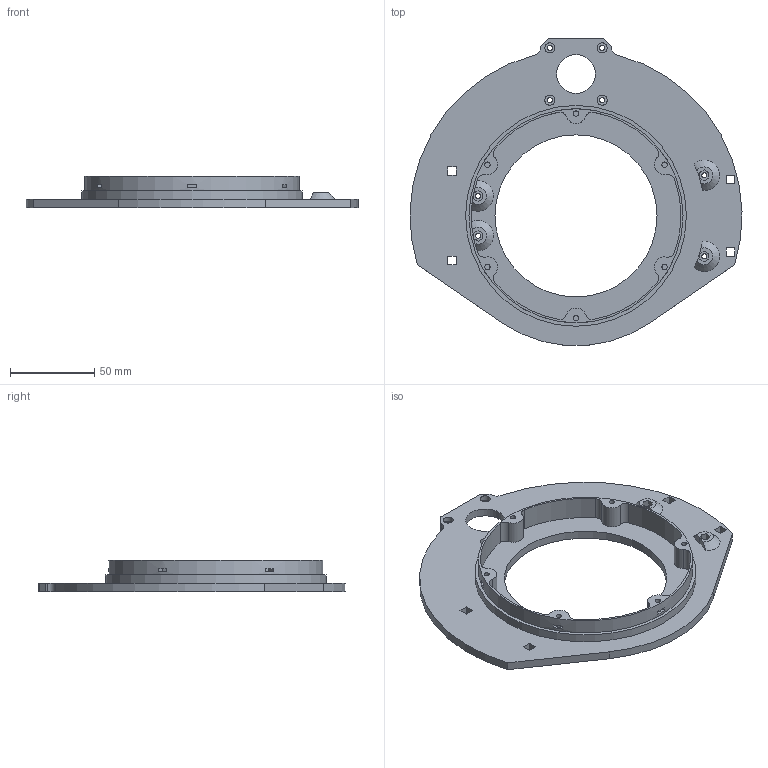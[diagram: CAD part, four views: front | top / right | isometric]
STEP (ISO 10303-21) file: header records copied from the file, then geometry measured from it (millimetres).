
FILE_DESCRIPTION(/* description */ (''),/* implementation_level */ '2;1');
FILE_NAME(/* name */ 'PTZ Upper base Pan Mount v4.step',/* time_stamp */ '2020-12-13T18:33:38+00:00',/* author */ (''),/* organization */ (''),/* preprocessor_version */ 'ST-DEVELOPER v18.1',/* originating_system */ 'Autodesk Translation Framework v9.7.0.1280',/* authorisation */ '');
FILE_SCHEMA (('AUTOMOTIVE_DESIGN { 1 0 10303 214 3 1 1 }'));
Length unit declared in the file: millimetre
Products named in the file (1): PTZ Upper base Pan Mount
Bounding box: 196.69 x 181.72 x 18.8 mm (x, y, z)
Volume: 111821.2 mm3; surface area: 56558.7 mm2
Topology: 1 solids, 1 shells, 171 faces, 414 edges, 276 vertices
Faces by surface type: plane 104, cylinder 63, cone 4
Full cylindrical faces by diameter (mm): 3 x8, 3.2 x12, 6 x4, 23 x1, 96 x1, 126.8 x1, 130.8 x1
Entity records: 5158 total; most frequent: CARTESIAN_POINT 902, DIRECTION 900, ORIENTED_EDGE 828, EDGE_CURVE 414, AXIS2_PLACEMENT_3D 322, VERTEX_POINT 276, LINE 256, VECTOR 256
